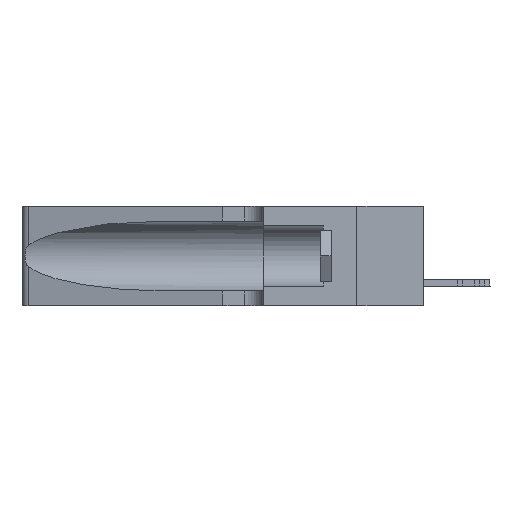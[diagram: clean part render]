
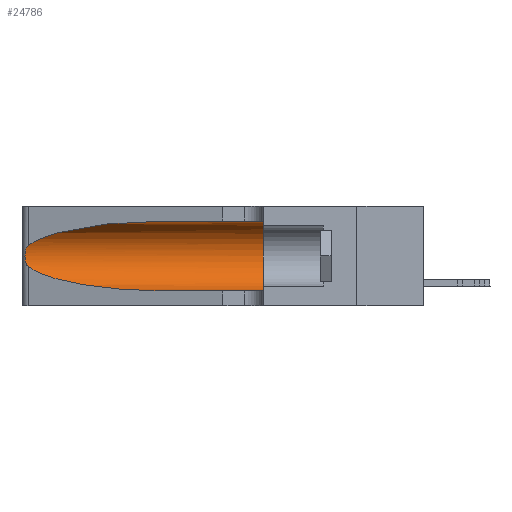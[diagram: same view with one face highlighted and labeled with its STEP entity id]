
A CAD part, left-side view. The second image highlights one B-rep face of the part: STEP entity #24786.
In plain terms, the highlighted cylindrical face has radius 3.308 mm (diameter 6.617 mm), a partial arc.
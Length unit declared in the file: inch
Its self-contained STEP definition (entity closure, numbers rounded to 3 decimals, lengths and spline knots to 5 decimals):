
#268 = AXIS2_PLACEMENT_3D ( 'NONE', #23703, #2424, #24902 ) ;
#486 = VECTOR ( 'NONE', #39753, 39.37008 ) ;
#1545 = CARTESIAN_POINT ( 'NONE',  ( 0.18966, 0.96281, 0.05475 ) ) ;
#2101 = CARTESIAN_POINT ( 'NONE',  ( 0.18966, 0.96281, 0.31525 ) ) ;
#2424 = DIRECTION ( 'NONE',  ( 0., -1., 0. ) ) ;
#3170 = CARTESIAN_POINT ( 'NONE',  ( 0.25555, 1.22993, 0.14849 ) ) ;
#3623 = CARTESIAN_POINT ( 'NONE',  ( 0.25856, 1.23593, 0.16098 ) ) ;
#4030 = EDGE_CURVE ( 'NONE', #41273, #25319, #44257, .T. ) ;
#4956 = LINE ( 'NONE', #6736, #486 ) ;
#5058 = VERTEX_POINT ( 'NONE', #45472 ) ;
#5499 = CARTESIAN_POINT ( 'NONE',  ( 0.2373, 1.15595, 0.28018 ) ) ;
#5588 = CARTESIAN_POINT ( 'NONE',  ( 0.25487, 1.22718, 0.22369 ) ) ;
#6416 = VERTEX_POINT ( 'NONE', #5588 ) ;
#6736 = CARTESIAN_POINT ( 'NONE',  ( 0.1305, 1.61858, 0.05475 ) ) ;
#8048 = EDGE_CURVE ( 'NONE', #5058, #6416, #16276, .T. ) ;
#8872 = EDGE_CURVE ( 'NONE', #33533, #25319, #4956, .T. ) ;
#9295 = AXIS2_PLACEMENT_3D ( 'NONE', #9338, #45712, #36552 ) ;
#9338 = CARTESIAN_POINT ( 'NONE',  ( 0.1305, 0.35, 0.185 ) ) ;
#10064 = CARTESIAN_POINT ( 'NONE',  ( 0.1305, 1.61858, 0.31525 ) ) ;
#10316 = CARTESIAN_POINT ( 'NONE',  ( 0.25639, 1.23184, 0.21858 ) ) ;
#10723 = EDGE_CURVE ( 'NONE', #5058, #41273, #35979, .T. ) ;
#11745 = VERTEX_POINT ( 'NONE', #29607 ) ;
#13888 = CARTESIAN_POINT ( 'NONE',  ( 0.25639, 1.23186, 0.15144 ) ) ;
#14036 = CARTESIAN_POINT ( 'NONE',  ( 0.25787, 1.23484, 0.2124 ) ) ;
#14752 =( BOUNDED_CURVE ( )  B_SPLINE_CURVE ( 3, ( #26059, #33264, #1545, #26386 ),
 .UNSPECIFIED., .F., .T. ) 
 B_SPLINE_CURVE_WITH_KNOTS ( ( 4, 4 ),
 ( 3.44316, 4.71239 ),
 .UNSPECIFIED. ) 
 CURVE ( )  GEOMETRIC_REPRESENTATION_ITEM ( )  RATIONAL_B_SPLINE_CURVE ( ( 1., 0.87, 0.87, 1. ) ) 
 REPRESENTATION_ITEM ( '' )  );
#15650 = ORIENTED_EDGE ( 'NONE', *, *, #8048, .T. ) ;
#16276 =( BOUNDED_CURVE ( )  B_SPLINE_CURVE ( 3, ( #30376, #2101, #5499, #44260 ),
 .UNSPECIFIED., .F., .T. ) 
 B_SPLINE_CURVE_WITH_KNOTS ( ( 4, 4 ),
 ( 1.5708, 2.84003 ),
 .UNSPECIFIED. ) 
 CURVE ( )  GEOMETRIC_REPRESENTATION_ITEM ( )  RATIONAL_B_SPLINE_CURVE ( ( 1., 0.87, 0.87, 1. ) ) 
 REPRESENTATION_ITEM ( '' )  );
#16423 = ORIENTED_EDGE ( 'NONE', *, *, #10723, .F. ) ;
#16697 = ORIENTED_EDGE ( 'NONE', *, *, #24883, .T. ) ;
#17340 = CARTESIAN_POINT ( 'NONE',  ( 0.25789, 1.23486, 0.15765 ) ) ;
#21019 = CYLINDRICAL_SURFACE ( 'NONE', #268, 0.13025 ) ;
#22018 = VECTOR ( 'NONE', #33544, 39.37008 ) ;
#23703 = CARTESIAN_POINT ( 'NONE',  ( 0.1305, 1.61858, 0.185 ) ) ;
#24786 = ADVANCED_FACE ( 'NONE', ( #36550 ), #21019, .F. ) ;
#24867 = CARTESIAN_POINT ( 'NONE',  ( 0.25854, 1.2359, 0.20912 ) ) ;
#24883 = EDGE_CURVE ( 'NONE', #11745, #33533, #14752, .T. ) ;
#24902 = DIRECTION ( 'NONE',  ( 0., 0., -1. ) ) ;
#25317 = CARTESIAN_POINT ( 'NONE',  ( 0.1305, 0.72297, 0.05475 ) ) ;
#25319 = VERTEX_POINT ( 'NONE', #35702 ) ;
#26059 = CARTESIAN_POINT ( 'NONE',  ( 0.25487, 1.22718, 0.14631 ) ) ;
#26386 = CARTESIAN_POINT ( 'NONE',  ( 0.1305, 0.72297, 0.05475 ) ) ;
#27211 = ORIENTED_EDGE ( 'NONE', *, *, #8872, .T. ) ;
#27596 = ORIENTED_EDGE ( 'NONE', *, *, #4030, .F. ) ;
#28178 = CARTESIAN_POINT ( 'NONE',  ( 0.26075, 1.23896, 0.178 ) ) ;
#29607 = CARTESIAN_POINT ( 'NONE',  ( 0.25487, 1.22718, 0.14631 ) ) ;
#30376 = CARTESIAN_POINT ( 'NONE',  ( 0.1305, 0.72297, 0.31525 ) ) ;
#31922 = CARTESIAN_POINT ( 'NONE',  ( 0.25487, 1.22718, 0.14631 ) ) ;
#33264 = CARTESIAN_POINT ( 'NONE',  ( 0.2373, 1.15595, 0.08982 ) ) ;
#33533 = VERTEX_POINT ( 'NONE', #25317 ) ;
#33544 = DIRECTION ( 'NONE',  ( 0., -1., 0. ) ) ;
#35212 = CARTESIAN_POINT ( 'NONE',  ( 0.25487, 1.22718, 0.22369 ) ) ;
#35702 = CARTESIAN_POINT ( 'NONE',  ( 0.1305, 0.35, 0.05475 ) ) ;
#35979 = LINE ( 'NONE', #10064, #22018 ) ;
#36550 = FACE_OUTER_BOUND ( 'NONE', #37916, .T. ) ;
#36552 = DIRECTION ( 'NONE',  ( 0., 0., 1. ) ) ;
#37916 = EDGE_LOOP ( 'NONE', ( #15650, #39396, #16697, #27211, #27596, #16423 ) ) ;
#38619 = CARTESIAN_POINT ( 'NONE',  ( 0.26018, 1.23835, 0.19895 ) ) ;
#38924 = CARTESIAN_POINT ( 'NONE',  ( 0.26075, 1.23896, 0.19203 ) ) ;
#38934 = EDGE_CURVE ( 'NONE', #6416, #11745, #41957, .T. ) ;
#39396 = ORIENTED_EDGE ( 'NONE', *, *, #38934, .T. ) ;
#39501 = CARTESIAN_POINT ( 'NONE',  ( 0.1305, 0.35, 0.31525 ) ) ;
#39753 = DIRECTION ( 'NONE',  ( 0., -1., 0. ) ) ;
#41273 = VERTEX_POINT ( 'NONE', #39501 ) ;
#41957 = B_SPLINE_CURVE_WITH_KNOTS ( 'NONE', 3,
 ( #35212, #42387, #10316, #14036, #24867, #38619, #38924, #28178, #42523, #3623, #17340, #13888, #3170, #31922 ),
 .UNSPECIFIED., .F., .F.,
 ( 4, 2, 2, 2, 2, 2, 4 ),
 ( 0., 0.00027, 0.00053, 0.00107, 0.0016, 0.00187, 0.00214 ),
 .UNSPECIFIED. ) ;
#42387 = CARTESIAN_POINT ( 'NONE',  ( 0.25555, 1.22994, 0.2215 ) ) ;
#42523 = CARTESIAN_POINT ( 'NONE',  ( 0.26017, 1.23833, 0.17102 ) ) ;
#44257 = CIRCLE ( 'NONE', #9295, 0.13025 ) ;
#44260 = CARTESIAN_POINT ( 'NONE',  ( 0.25487, 1.22718, 0.22369 ) ) ;
#45472 = CARTESIAN_POINT ( 'NONE',  ( 0.1305, 0.72297, 0.31525 ) ) ;
#45712 = DIRECTION ( 'NONE',  ( 0., 1., 0. ) ) ;
